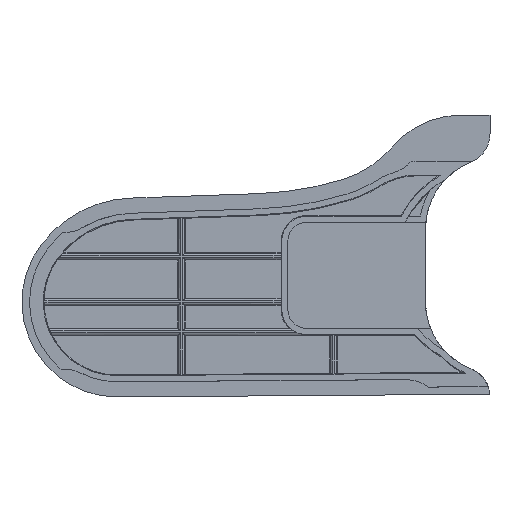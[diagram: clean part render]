
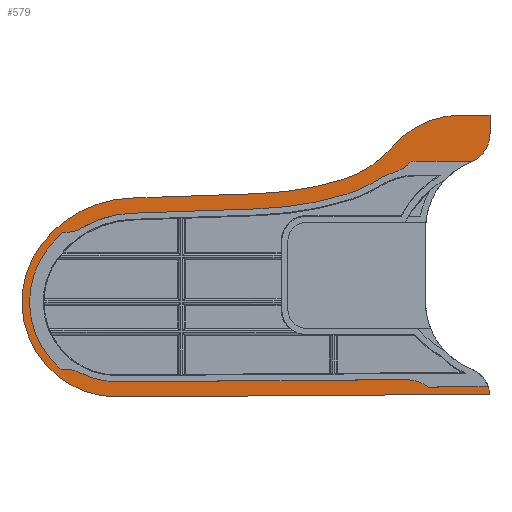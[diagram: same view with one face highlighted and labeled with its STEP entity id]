
A CAD part, top view. The second image highlights one B-rep face of the part: STEP entity #579.
In plain terms, the highlighted planar face has unit normal (0, 0, 1).
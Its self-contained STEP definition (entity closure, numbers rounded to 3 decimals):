
#424=CIRCLE('',#4307,9.5);
#433=CIRCLE('',#4321,12.);
#434=CIRCLE('',#4322,14.);
#435=CIRCLE('',#4323,43.);
#436=CIRCLE('',#4324,15.5);
#437=CIRCLE('',#4325,12.5);
#438=CIRCLE('',#4326,4.);
#439=CIRCLE('',#4327,10.5);
#440=CIRCLE('',#4328,13.5);
#441=CIRCLE('',#4329,45.);
#442=CIRCLE('',#4330,16.);
#443=CIRCLE('',#4331,10.);
#444=CIRCLE('',#4332,4.);
#579=ADVANCED_FACE('',(#891),#823,.T.);
#823=PLANE('',#4333);
#891=FACE_OUTER_BOUND('',#1140,.T.);
#1140=EDGE_LOOP('',(#1572,#1573,#1574,#1575,#1576,#1577,#1578,#1579,#1580,
#1581,#1582,#1583,#1584,#1585,#1586,#1587,#1588,#1589,#1590,#1591));
#1572=ORIENTED_EDGE('',*,*,#3192,.F.);
#1573=ORIENTED_EDGE('',*,*,#3193,.T.);
#1574=ORIENTED_EDGE('',*,*,#3194,.T.);
#1575=ORIENTED_EDGE('',*,*,#3195,.T.);
#1576=ORIENTED_EDGE('',*,*,#3196,.T.);
#1577=ORIENTED_EDGE('',*,*,#3197,.T.);
#1578=ORIENTED_EDGE('',*,*,#3198,.T.);
#1579=ORIENTED_EDGE('',*,*,#3199,.T.);
#1580=ORIENTED_EDGE('',*,*,#3200,.T.);
#1581=ORIENTED_EDGE('',*,*,#3201,.T.);
#1582=ORIENTED_EDGE('',*,*,#3202,.F.);
#1583=ORIENTED_EDGE('',*,*,#3203,.F.);
#1584=ORIENTED_EDGE('',*,*,#3204,.F.);
#1585=ORIENTED_EDGE('',*,*,#3205,.F.);
#1586=ORIENTED_EDGE('',*,*,#3206,.F.);
#1587=ORIENTED_EDGE('',*,*,#3207,.F.);
#1588=ORIENTED_EDGE('',*,*,#3208,.F.);
#1589=ORIENTED_EDGE('',*,*,#3209,.F.);
#1590=ORIENTED_EDGE('',*,*,#3167,.F.);
#1591=ORIENTED_EDGE('',*,*,#3210,.T.);
#2777=VERTEX_POINT('',#6520);
#2778=VERTEX_POINT('',#6522);
#2795=VERTEX_POINT('',#6569);
#2796=VERTEX_POINT('',#6570);
#2797=VERTEX_POINT('',#6572);
#2798=VERTEX_POINT('',#6574);
#2799=VERTEX_POINT('',#6576);
#2800=VERTEX_POINT('',#6578);
#2801=VERTEX_POINT('',#6580);
#2802=VERTEX_POINT('',#6582);
#2803=VERTEX_POINT('',#6584);
#2804=VERTEX_POINT('',#6586);
#2805=VERTEX_POINT('',#6588);
#2806=VERTEX_POINT('',#6590);
#2807=VERTEX_POINT('',#6592);
#2808=VERTEX_POINT('',#6594);
#2809=VERTEX_POINT('',#6596);
#2810=VERTEX_POINT('',#6598);
#2811=VERTEX_POINT('',#6600);
#2812=VERTEX_POINT('',#6602);
#3167=EDGE_CURVE('',#2777,#2778,#424,.T.);
#3192=EDGE_CURVE('',#2795,#2796,#3740,.T.);
#3193=EDGE_CURVE('',#2795,#2797,#3741,.T.);
#3194=EDGE_CURVE('',#2797,#2798,#433,.T.);
#3195=EDGE_CURVE('',#2798,#2799,#434,.T.);
#3196=EDGE_CURVE('',#2799,#2800,#435,.T.);
#3197=EDGE_CURVE('',#2800,#2801,#3742,.T.);
#3198=EDGE_CURVE('',#2801,#2802,#436,.T.);
#3199=EDGE_CURVE('',#2802,#2803,#437,.T.);
#3200=EDGE_CURVE('',#2803,#2804,#3743,.T.);
#3201=EDGE_CURVE('',#2804,#2805,#438,.T.);
#3202=EDGE_CURVE('',#2806,#2805,#3744,.T.);
#3203=EDGE_CURVE('',#2807,#2806,#439,.T.);
#3204=EDGE_CURVE('',#2808,#2807,#440,.T.);
#3205=EDGE_CURVE('',#2809,#2808,#3745,.T.);
#3206=EDGE_CURVE('',#2810,#2809,#441,.T.);
#3207=EDGE_CURVE('',#2811,#2810,#442,.T.);
#3208=EDGE_CURVE('',#2812,#2811,#443,.T.);
#3209=EDGE_CURVE('',#2778,#2812,#3746,.T.);
#3210=EDGE_CURVE('',#2777,#2796,#444,.T.);
#3740=LINE('',#6568,#4036);
#3741=LINE('',#6571,#4037);
#3742=LINE('',#6579,#4038);
#3743=LINE('',#6585,#4039);
#3744=LINE('',#6589,#4040);
#3745=LINE('',#6595,#4041);
#3746=LINE('',#6603,#4042);
#4036=VECTOR('',#5042,1.);
#4037=VECTOR('',#5043,1.);
#4038=VECTOR('',#5050,1.);
#4039=VECTOR('',#5055,1.);
#4040=VECTOR('',#5058,1.);
#4041=VECTOR('',#5063,1.);
#4042=VECTOR('',#5070,1.);
#4307=AXIS2_PLACEMENT_3D('',#6521,#4998,#4999);
#4321=AXIS2_PLACEMENT_3D('',#6573,#5044,#5045);
#4322=AXIS2_PLACEMENT_3D('',#6575,#5046,#5047);
#4323=AXIS2_PLACEMENT_3D('',#6577,#5048,#5049);
#4324=AXIS2_PLACEMENT_3D('',#6581,#5051,#5052);
#4325=AXIS2_PLACEMENT_3D('',#6583,#5053,#5054);
#4326=AXIS2_PLACEMENT_3D('',#6587,#5056,#5057);
#4327=AXIS2_PLACEMENT_3D('',#6591,#5059,#5060);
#4328=AXIS2_PLACEMENT_3D('',#6593,#5061,#5062);
#4329=AXIS2_PLACEMENT_3D('',#6597,#5064,#5065);
#4330=AXIS2_PLACEMENT_3D('',#6599,#5066,#5067);
#4331=AXIS2_PLACEMENT_3D('',#6601,#5068,#5069);
#4332=AXIS2_PLACEMENT_3D('',#6604,#5071,#5072);
#4333=AXIS2_PLACEMENT_3D('',#6605,#5073,#5074);
#4998=DIRECTION('',(0.,0.,1.));
#4999=DIRECTION('',(-1.,0.,0.));
#5042=DIRECTION('',(0.,-1.,0.));
#5043=DIRECTION('',(-1.,0.,0.));
#5044=DIRECTION('',(0.,0.,1.));
#5045=DIRECTION('',(-1.,0.,0.));
#5046=DIRECTION('',(0.,0.,-1.));
#5047=DIRECTION('',(-1.,0.,0.));
#5048=DIRECTION('',(0.,0.,-1.));
#5049=DIRECTION('',(-1.,0.,0.));
#5050=DIRECTION('',(-0.999,-0.035,0.));
#5051=DIRECTION('',(0.,0.,1.));
#5052=DIRECTION('',(-1.,0.,0.));
#5053=DIRECTION('',(0.,0.,1.));
#5054=DIRECTION('',(-1.,0.,0.));
#5055=DIRECTION('',(1.,0.007,0.));
#5056=DIRECTION('',(0.,0.,1.));
#5057=DIRECTION('',(-1.,0.,0.));
#5058=DIRECTION('',(1.,0.007,0.));
#5059=DIRECTION('',(0.,0.,1.));
#5060=DIRECTION('',(1.,0.,0.));
#5061=DIRECTION('',(0.,0.,1.));
#5062=DIRECTION('',(1.,0.,0.));
#5063=DIRECTION('',(-0.999,-0.035,0.));
#5064=DIRECTION('',(0.,0.,-1.));
#5065=DIRECTION('',(1.,0.,0.));
#5066=DIRECTION('',(0.,0.,-1.));
#5067=DIRECTION('',(1.,0.,0.));
#5068=DIRECTION('',(0.,0.,1.));
#5069=DIRECTION('',(1.,0.,0.));
#5070=DIRECTION('',(-1.,0.,0.));
#5071=DIRECTION('',(0.,0.,1.));
#5072=DIRECTION('',(-1.,0.,0.));
#5073=DIRECTION('',(0.,0.,1.));
#5074=DIRECTION('',(-1.,0.,0.));
#6520=CARTESIAN_POINT('',(46.581,18.408,-12.));
#6521=CARTESIAN_POINT('',(50.1,9.583,-12.));
#6522=CARTESIAN_POINT('',(44.849,17.5,-12.));
#6568=CARTESIAN_POINT('',(49.1,0.,-12.));
#6569=CARTESIAN_POINT('',(49.1,24.6,-12.));
#6570=CARTESIAN_POINT('',(49.1,22.123,-12.));
#6571=CARTESIAN_POINT('',(0.,24.6,-12.));
#6572=CARTESIAN_POINT('',(45.358,24.6,-12.));
#6573=CARTESIAN_POINT('',(45.358,12.6,-12.));
#6574=CARTESIAN_POINT('',(36.239,20.4,-12.));
#6575=CARTESIAN_POINT('',(25.6,29.5,-12.));
#6576=CARTESIAN_POINT('',(29.694,16.112,-12.));
#6577=CARTESIAN_POINT('',(17.12,57.232,-12.));
#6578=CARTESIAN_POINT('',(18.62,14.259,-12.));
#6579=CARTESIAN_POINT('',(-0.475,13.592,-12.));
#6580=CARTESIAN_POINT('',(1.846,13.673,-12.));
#6581=CARTESIAN_POINT('',(2.387,-1.818,-12.));
#6582=CARTESIAN_POINT('',(-9.944,7.574,-12.));
#6583=CARTESIAN_POINT('',(0.,0.,-12.));
#6584=CARTESIAN_POINT('',(0.091,-12.5,-12.));
#6585=CARTESIAN_POINT('',(0.091,-12.5,-12.));
#6586=CARTESIAN_POINT('',(49.082,-12.143,-12.));
#6587=CARTESIAN_POINT('',(45.1,-12.523,-12.));
#6588=CARTESIAN_POINT('',(48.319,-10.149,-12.));
#6589=CARTESIAN_POINT('',(60.123,-10.063,-12.));
#6590=CARTESIAN_POINT('',(0.076,-10.5,-12.));
#6591=CARTESIAN_POINT('',(0.,0.,-12.));
#6592=CARTESIAN_POINT('',(-8.353,6.362,-12.));
#6593=CARTESIAN_POINT('',(2.387,-1.818,-12.));
#6594=CARTESIAN_POINT('',(1.915,11.674,-12.));
#6595=CARTESIAN_POINT('',(1.915,11.674,-12.));
#6596=CARTESIAN_POINT('',(18.69,12.26,-12.));
#6597=CARTESIAN_POINT('',(17.12,57.232,-12.));
#6598=CARTESIAN_POINT('',(30.279,14.199,-12.));
#6599=CARTESIAN_POINT('',(25.6,29.5,-12.));
#6600=CARTESIAN_POINT('',(34.127,15.962,-12.));
#6601=CARTESIAN_POINT('',(39.456,7.5,-12.));
#6602=CARTESIAN_POINT('',(39.456,17.5,-12.));
#6603=CARTESIAN_POINT('',(39.456,17.5,-12.));
#6604=CARTESIAN_POINT('',(45.1,22.123,-12.));
#6605=CARTESIAN_POINT('',(0.,0.,-12.));
